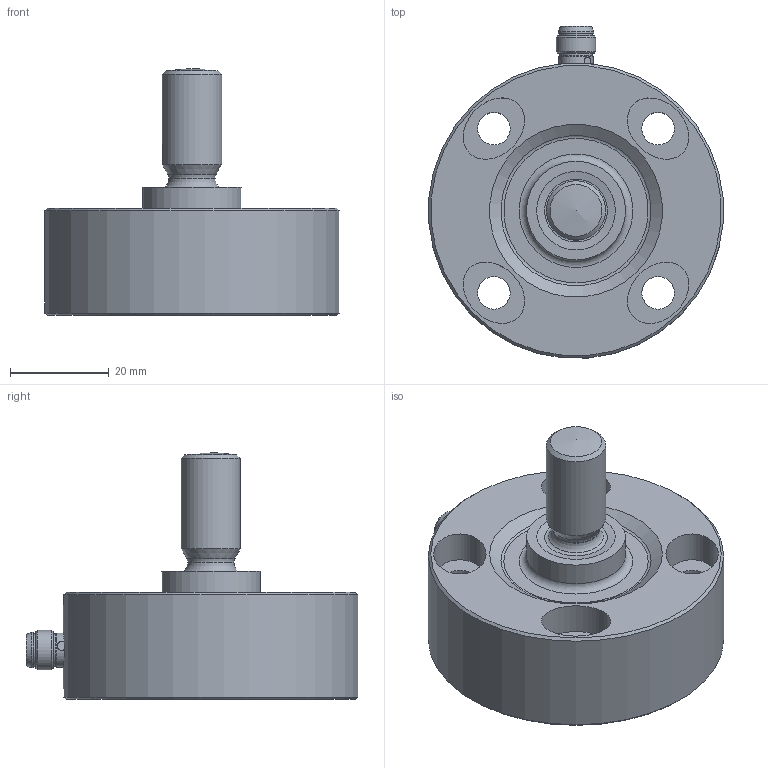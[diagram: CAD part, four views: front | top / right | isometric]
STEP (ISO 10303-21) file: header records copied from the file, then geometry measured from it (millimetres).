
FILE_DESCRIPTION( ( 'Unknown' ), '1' );
FILE_NAME( 'D0001001037-DLM40-SO.xxx.TP3.C4.stp', 'Unknown', ( 'Unknown' ), ( 'Unknown' ), 'PSStep 19.0.9', 'Unknown', ' ' );
FILE_SCHEMA( ( 'AUTOMOTIVE_DESIGN { 1 0 10303 214 1 1 1 1 }' ) );
Length unit declared in the file: millimetre
Products named in the file (1): 11216067
Bounding box: 59.57 x 67.19 x 50 mm (x, y, z)
Volume: 58454.4 mm3; surface area: 13315 mm2
Topology: 1 solids, 1 shells, 77 faces, 167 edges, 104 vertices
Faces by surface type: cylinder 33, plane 19, cone 11, sphere 5, torus 5, extrusion 4
Full cylindrical faces by diameter (mm): 1 x4, 5.8 x1, 6.4 x1, 6.6 x6, 6.9 x1, 7.2 x1, 8 x2, 9.4 x1, 12 x1, 20 x1, 37 x1, 59.8 x1
Entity records: 2823 total; most frequent: CARTESIAN_POINT 418, DIRECTION 312, ORIENTED_EDGE 178, PRESENTATION_STYLE_ASSIGNMENT 167, COLOUR_RGB 167, AXIS2_PLACEMENT_3D 154, EDGE_LOOP 148, STYLED_ITEM 126
